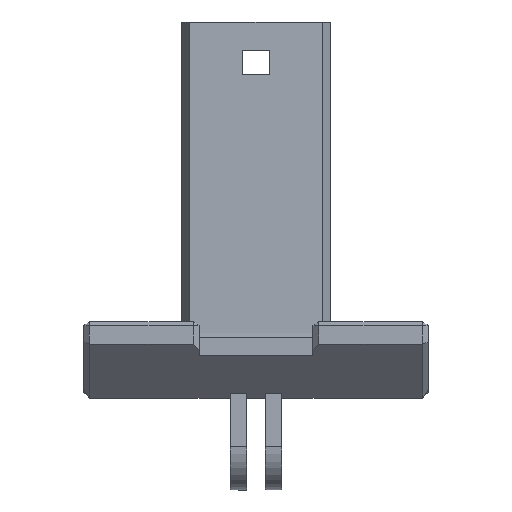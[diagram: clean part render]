
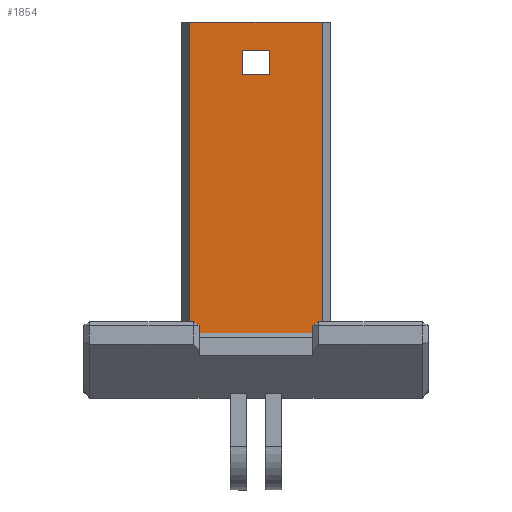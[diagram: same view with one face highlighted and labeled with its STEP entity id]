
A CAD part, top view. The second image highlights one B-rep face of the part: STEP entity #1854.
In plain terms, the highlighted planar face has unit normal (0, 0, 1).
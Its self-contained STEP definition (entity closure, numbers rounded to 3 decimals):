
#45=FACE_BOUND('',#268,.T.);
#158=FACE_OUTER_BOUND('',#267,.T.);
#267=EDGE_LOOP('',(#1594,#1595,#1596,#1597));
#268=EDGE_LOOP('',(#1598,#1599,#1600,#1601));
#454=LINE('',#2844,#680);
#486=LINE('',#2994,#712);
#488=LINE('',#2997,#714);
#489=LINE('',#2999,#715);
#492=LINE('',#3006,#718);
#498=LINE('',#3022,#724);
#499=LINE('',#3025,#725);
#500=LINE('',#3026,#726);
#680=VECTOR('',#2335,10.);
#712=VECTOR('',#2411,10.);
#714=VECTOR('',#2415,10.);
#715=VECTOR('',#2418,10.);
#718=VECTOR('',#2423,10.);
#724=VECTOR('',#2439,10.);
#725=VECTOR('',#2442,10.);
#726=VECTOR('',#2443,10.);
#855=VERTEX_POINT('',#2841);
#856=VERTEX_POINT('',#2843);
#877=VERTEX_POINT('',#2991);
#878=VERTEX_POINT('',#2993);
#880=VERTEX_POINT('',#3003);
#881=VERTEX_POINT('',#3005);
#886=VERTEX_POINT('',#3020);
#887=VERTEX_POINT('',#3024);
#1074=EDGE_CURVE('',#856,#855,#454,.T.);
#1121=EDGE_CURVE('',#877,#878,#486,.T.);
#1123=EDGE_CURVE('',#855,#878,#488,.T.);
#1124=EDGE_CURVE('',#877,#856,#489,.T.);
#1127=EDGE_CURVE('',#881,#880,#492,.T.);
#1136=EDGE_CURVE('',#880,#886,#498,.T.);
#1137=EDGE_CURVE('',#886,#887,#499,.T.);
#1138=EDGE_CURVE('',#881,#887,#500,.T.);
#1594=ORIENTED_EDGE('',*,*,#1137,.T.);
#1595=ORIENTED_EDGE('',*,*,#1138,.F.);
#1596=ORIENTED_EDGE('',*,*,#1127,.T.);
#1597=ORIENTED_EDGE('',*,*,#1136,.T.);
#1598=ORIENTED_EDGE('',*,*,#1124,.T.);
#1599=ORIENTED_EDGE('',*,*,#1074,.T.);
#1600=ORIENTED_EDGE('',*,*,#1123,.T.);
#1601=ORIENTED_EDGE('',*,*,#1121,.F.);
#1755=PLANE('',#1991);
#1854=ADVANCED_FACE('',(#158,#45),#1755,.T.);
#1991=AXIS2_PLACEMENT_3D('',#3023,#2440,#2441);
#2335=DIRECTION('',(-1.,0.,0.));
#2411=DIRECTION('',(-1.,0.,0.));
#2415=DIRECTION('',(0.,1.,0.));
#2418=DIRECTION('',(0.,-1.,0.));
#2423=DIRECTION('',(-1.,0.,0.));
#2439=DIRECTION('',(0.,-1.,0.));
#2440=DIRECTION('center_axis',(0.,0.,1.));
#2441=DIRECTION('ref_axis',(-1.,0.,0.));
#2442=DIRECTION('',(1.,0.,0.));
#2443=DIRECTION('',(0.,-1.,0.));
#2841=CARTESIAN_POINT('',(524.932,61.082,0.928));
#2843=CARTESIAN_POINT('',(529.782,61.082,0.928));
#2844=CARTESIAN_POINT('',(529.782,61.082,0.928));
#2991=CARTESIAN_POINT('',(529.782,65.282,0.928));
#2993=CARTESIAN_POINT('',(524.932,65.282,0.928));
#2994=CARTESIAN_POINT('',(529.782,65.282,0.928));
#2997=CARTESIAN_POINT('',(524.932,61.082,0.928));
#2999=CARTESIAN_POINT('',(529.782,65.282,0.928));
#3003=CARTESIAN_POINT('',(515.801,70.182,0.928));
#3005=CARTESIAN_POINT('',(538.914,70.182,0.928));
#3006=CARTESIAN_POINT('',(538.914,70.182,0.928));
#3020=CARTESIAN_POINT('',(515.801,10.682,0.928));
#3022=CARTESIAN_POINT('',(515.801,70.182,0.928));
#3023=CARTESIAN_POINT('Origin',(538.914,70.182,0.928));
#3024=CARTESIAN_POINT('',(538.914,10.682,0.928));
#3025=CARTESIAN_POINT('',(515.801,10.682,0.928));
#3026=CARTESIAN_POINT('',(538.914,70.182,0.928));
